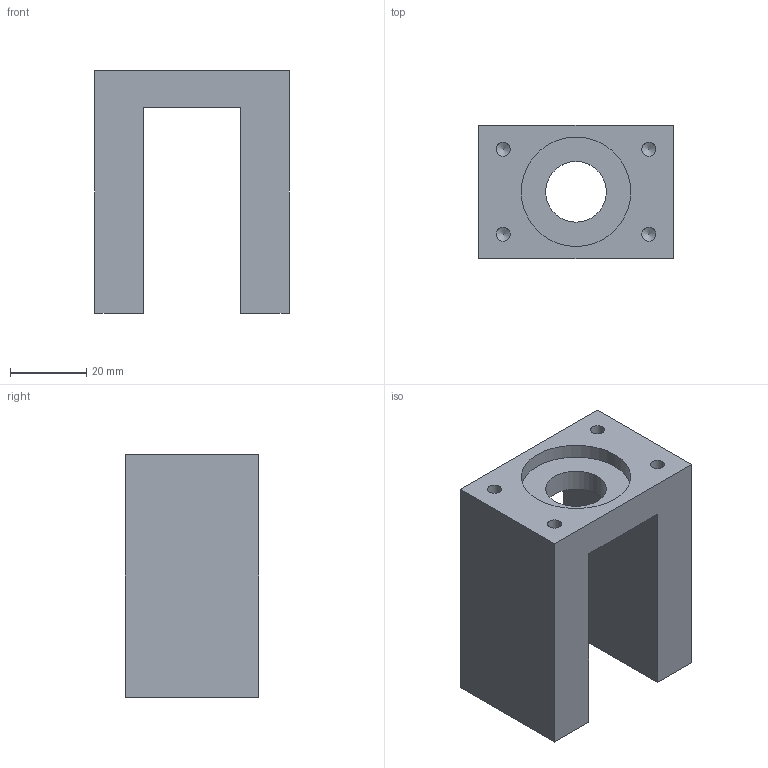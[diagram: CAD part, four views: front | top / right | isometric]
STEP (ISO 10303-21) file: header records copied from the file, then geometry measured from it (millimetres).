
FILE_DESCRIPTION((''),'2;1');
FILE_NAME('bearing block inner.stp','2012-04-25T18:47:43',('Antonella'),(''),'Autodesk Inventor 2012','Autodesk Inventor 2012','');
FILE_SCHEMA(('AUTOMOTIVE_DESIGN { 1 0 10303 214 1 1 1 1 }'));
Length unit declared in the file: inch
Products named in the file (1): mount pillow block inner
Bounding box: 50.8 x 34.92 x 63.5 mm (x, y, z)
Volume: 59537.5 mm3; surface area: 17473.3 mm2
Topology: 1 solids, 1 shells, 29 faces, 71 edges, 45 vertices
Faces by surface type: plane 11, cylinder 10, cone 8
Full cylindrical faces by diameter (mm): 3.683 x8, 15.875 x1, 28.651 x1
Entity records: 710 total; most frequent: DIRECTION 124, CARTESIAN_POINT 110, ORIENTED_EDGE 88, AXIS2_PLACEMENT_3D 50, EDGE_LOOP 50, EDGE_CURVE 44, VERTEX_POINT 36, FACE_OUTER_BOUND 29
